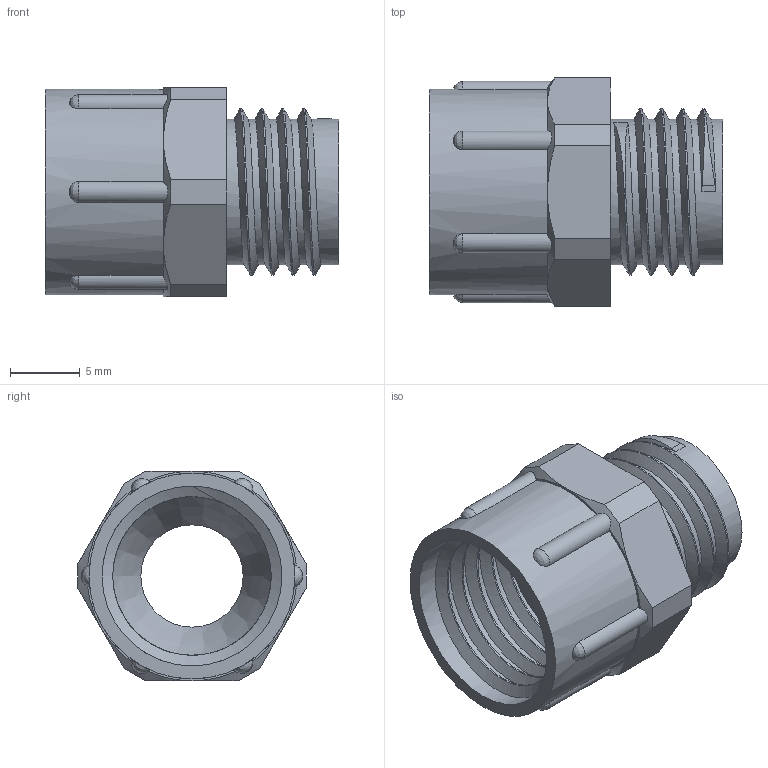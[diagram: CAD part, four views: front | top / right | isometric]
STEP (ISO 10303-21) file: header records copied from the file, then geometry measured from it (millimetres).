
FILE_DESCRIPTION(/* description */ ('Adapter sechskant M 12x1,5 / PG 7'),/* implementation_level */ '2;1');
FILE_NAME(/* name */ '11071207-RST.stp',/* time_stamp */ '2020-05-04T11:08:58+02:00',/* author */ ('sl'),/* organization */ (''),/* preprocessor_version */ 'ST-DEVELOPER v16.5',/* originating_system */ 'Autodesk Inventor 2017',/* authorisation */ '');
FILE_SCHEMA (('AUTOMOTIVE_DESIGN { 1 0 10303 214 3 1 1 }'));
Length unit declared in the file: millimetre
Products named in the file (1): Adapter-02-BT-0001-11071207
Bounding box: 21 x 16.31 x 15 mm (x, y, z)
Volume: 1324.2 mm3; surface area: 2113.1 mm2
Topology: 1 solids, 1 shells, 67 faces, 192 edges, 129 vertices
Faces by surface type: plane 26, cylinder 24, bspline 10, cone 7
Full cylindrical faces by diameter (mm): 7.32 x1, 8.43 x1, 10.418 x4, 12.862 x5, 14.72 x1
Entity records: 4235 total; most frequent: CARTESIAN_POINT 2842, ORIENTED_EDGE 312, DIRECTION 243, EDGE_CURVE 156, VERTEX_POINT 108, AXIS2_PLACEMENT_3D 99, EDGE_LOOP 70, FACE_OUTER_BOUND 59
